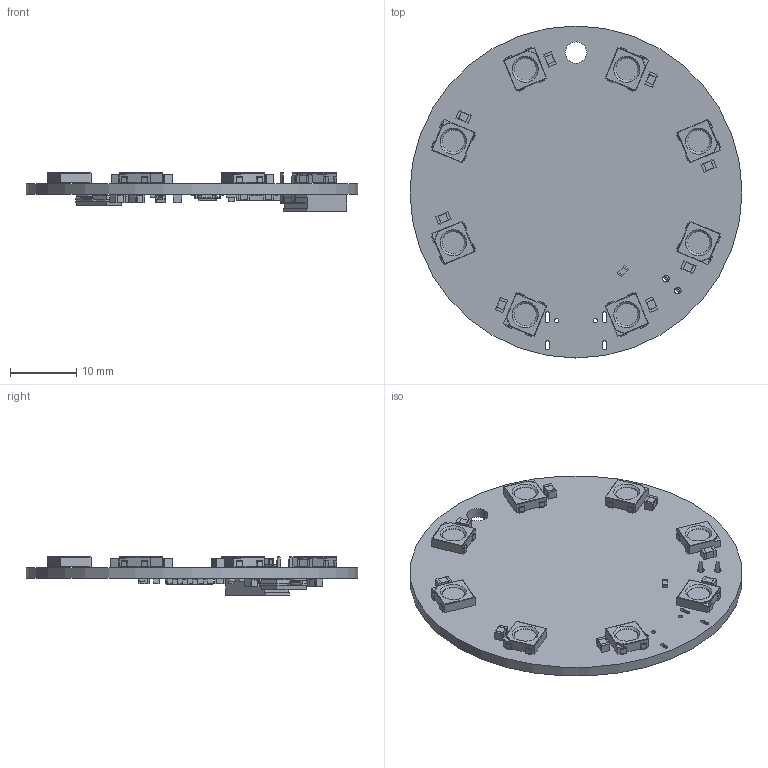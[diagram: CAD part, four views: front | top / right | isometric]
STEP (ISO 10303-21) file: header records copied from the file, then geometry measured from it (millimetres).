
FILE_DESCRIPTION(('KiCad electronic assembly'),'2;1');
FILE_NAME('ledDisplay.step','2024-06-20T16:18:54',('Pcbnew'),('Kicad'), 'Open CASCADE STEP processor 7.7','KiCad to STEP converter','Unknown' );
FILE_SCHEMA(('AUTOMOTIVE_DESIGN { 1 0 10303 214 1 1 1 1 }'));
Length unit declared in the file: millimetre
Products named in the file (24): ledDisplay 1; C_0805_2012Metric; LED_WS2812B_PLCC4_5.0x5.0mm_P3.2mm; LED_WS2812B_PLCC4_50x50mm_P32mm; R_0603_1608Metric; C_0603_1608Metric; Crystal_SMD_2520-4Pin_2.5x2.0mm; MSOP-10_3x3mm_P0.5mm; MSOP_10_3x3mm_P05mm; LED_0603_1608Metric; D_SOD-123; D_SOD_123; PinSocket_1x02_P2.54mm_Horizontal; PinSocket_1x02_P254mm_Horizontal; SOT-223; SOT_223; QFN-56-1EP_7x7mm_P0.4mm_EP3.2x3.2mm; QFN_56_1EP_7x7mm_P04mm_EP32x32mm; ledDisplay_PCB
Assembly tree (63 placements, depth 3):
  ledDisplay 1
    C_0805_2012Metric  x12
      C_0805_2012Metric
    LED_WS2812B_PLCC4_5.0x5.0mm_P3.2mm  x8
      LED_WS2812B_PLCC4_50x50mm_P32mm
    R_0603_1608Metric  x10
      R_0603_1608Metric
    C_0603_1608Metric  x14
      C_0603_1608Metric
    Crystal_SMD_2520-4Pin_2.5x2.0mm
      Crystal_SMD_2520-4Pin_2.5x2.0mm
    MSOP-10_3x3mm_P0.5mm
      MSOP_10_3x3mm_P05mm
    LED_0603_1608Metric
      LED_0603_1608Metric
    D_SOD-123
      D_SOD_123
    PinSocket_1x02_P2.54mm_Horizontal
      PinSocket_1x02_P254mm_Horizontal
    SOT-223
      SOT_223
    QFN-56-1EP_7x7mm_P0.4mm_EP3.2x3.2mm
      QFN_56_1EP_7x7mm_P04mm_EP32x32mm
    ledDisplay_PCB
Bounding box: 50 x 50 x 5.84 mm (x, y, z)
Volume: 3649.7 mm3; surface area: 5751.5 mm2
Topology: 52 solids, 52 shells, 2535 faces, 6850 edges, 4460 vertices
Faces by surface type: plane 1695, cylinder 720, bspline 76, torus 36, cone 8
Full cylindrical faces by diameter (mm): 0.4 x1, 0.5 x1, 0.65 x2, 1 x2, 3.2 x1, 3.333 x8, 50 x1
Entity records: 41849 total; most frequent: CARTESIAN_POINT 6768, ORIENTED_EDGE 6206, DIRECTION 5745, EDGE_CURVE 3103, LINE 2567, VECTOR 2567, VERTEX_POINT 1988, AXIS2_PLACEMENT_3D 1589
